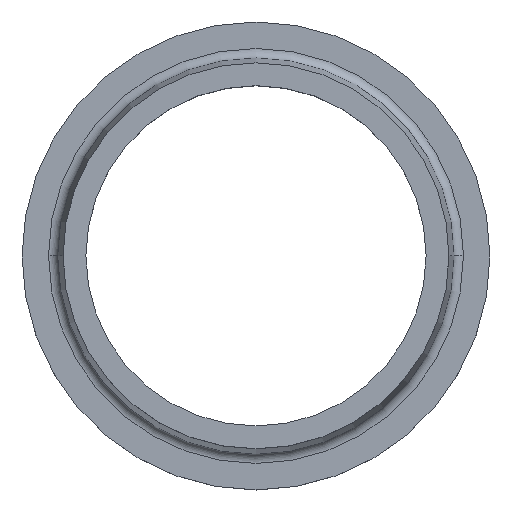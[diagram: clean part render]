
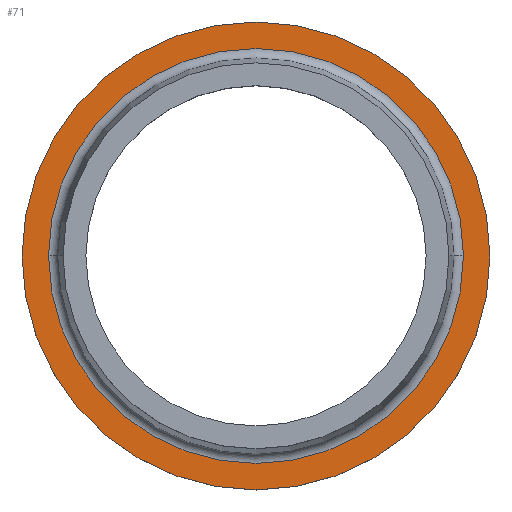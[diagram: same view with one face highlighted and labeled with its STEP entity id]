
A CAD part, top view. The second image highlights one B-rep face of the part: STEP entity #71.
In plain terms, the highlighted planar face has unit normal (0, 0, 1).
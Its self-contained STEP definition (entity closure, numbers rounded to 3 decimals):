
#13 = CARTESIAN_POINT ( 'NONE',  ( 0., 242.5, 33. ) ) ;
#27 = CARTESIAN_POINT ( 'NONE',  ( 0., 0., 33. ) ) ;
#32 = DIRECTION ( 'NONE',  ( 0., 0., -1. ) ) ;
#33 = ORIENTED_EDGE ( 'NONE', *, *, #147, .F. ) ;
#59 = CARTESIAN_POINT ( 'NONE',  ( 215., 0., 33. ) ) ;
#60 = AXIS2_PLACEMENT_3D ( 'NONE', #471, #98, #368 ) ;
#71 = ADVANCED_FACE ( 'NONE', ( #151, #192 ), #348, .T. ) ;
#79 = CIRCLE ( 'NONE', #359, 242.5 ) ;
#87 = CARTESIAN_POINT ( 'NONE',  ( 242.5, 0., 33. ) ) ;
#97 = ORIENTED_EDGE ( 'NONE', *, *, #278, .T. ) ;
#98 = DIRECTION ( 'NONE',  ( 0., 0., -1. ) ) ;
#108 = CIRCLE ( 'NONE', #375, 242.5 ) ;
#111 = VERTEX_POINT ( 'NONE', #87 ) ;
#121 = DIRECTION ( 'NONE',  ( 1., 0., 0. ) ) ;
#147 = EDGE_CURVE ( 'NONE', #428, #111, #108, .T. ) ;
#151 = FACE_BOUND ( 'NONE', #162, .T. ) ;
#161 = CARTESIAN_POINT ( 'NONE',  ( -242.5, 0., 33. ) ) ;
#162 = EDGE_LOOP ( 'NONE', ( #291, #97 ) ) ;
#166 = DIRECTION ( 'NONE',  ( -1., 0., 0. ) ) ;
#181 = CIRCLE ( 'NONE', #244, 215. ) ;
#192 = FACE_OUTER_BOUND ( 'NONE', #217, .T. ) ;
#195 = DIRECTION ( 'NONE',  ( 0., 0., -1. ) ) ;
#217 = EDGE_LOOP ( 'NONE', ( #33, #327 ) ) ;
#244 = AXIS2_PLACEMENT_3D ( 'NONE', #346, #274, #392 ) ;
#262 = DIRECTION ( 'NONE',  ( 0., 0., 1. ) ) ;
#266 = DIRECTION ( 'NONE',  ( -1., 0., 0. ) ) ;
#274 = DIRECTION ( 'NONE',  ( 0., 0., -1. ) ) ;
#278 = EDGE_CURVE ( 'NONE', #288, #386, #418, .T. ) ;
#288 = VERTEX_POINT ( 'NONE', #59 ) ;
#291 = ORIENTED_EDGE ( 'NONE', *, *, #374, .T. ) ;
#295 = EDGE_CURVE ( 'NONE', #111, #428, #79, .T. ) ;
#304 = AXIS2_PLACEMENT_3D ( 'NONE', #13, #262, #121 ) ;
#327 = ORIENTED_EDGE ( 'NONE', *, *, #295, .F. ) ;
#341 = CARTESIAN_POINT ( 'NONE',  ( 0., 0., 33. ) ) ;
#346 = CARTESIAN_POINT ( 'NONE',  ( 0., 0., 33. ) ) ;
#348 = PLANE ( 'NONE',  #304 ) ;
#349 = CARTESIAN_POINT ( 'NONE',  ( -215., 0., 33. ) ) ;
#359 = AXIS2_PLACEMENT_3D ( 'NONE', #27, #32, #166 ) ;
#368 = DIRECTION ( 'NONE',  ( -1., 0., 0. ) ) ;
#374 = EDGE_CURVE ( 'NONE', #386, #288, #181, .T. ) ;
#375 = AXIS2_PLACEMENT_3D ( 'NONE', #341, #195, #266 ) ;
#386 = VERTEX_POINT ( 'NONE', #349 ) ;
#392 = DIRECTION ( 'NONE',  ( -1., 0., 0. ) ) ;
#418 = CIRCLE ( 'NONE', #60, 215. ) ;
#428 = VERTEX_POINT ( 'NONE', #161 ) ;
#471 = CARTESIAN_POINT ( 'NONE',  ( 0., 0., 33. ) ) ;
